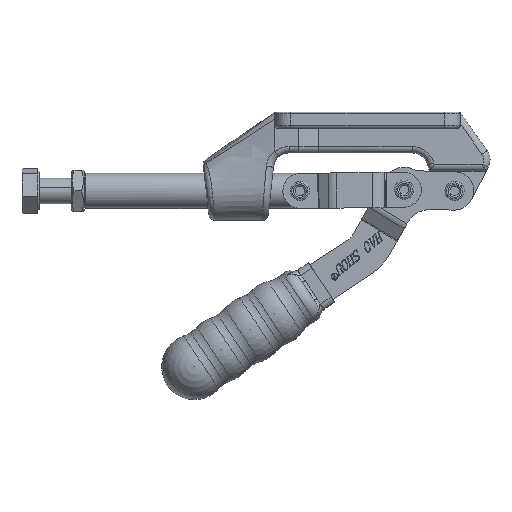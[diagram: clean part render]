
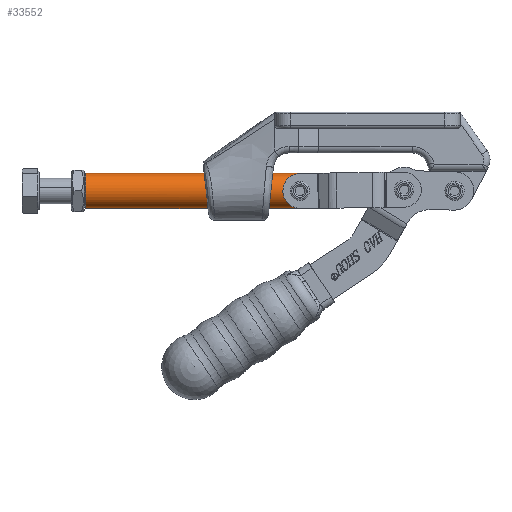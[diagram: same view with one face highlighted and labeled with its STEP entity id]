
A CAD part, left-side view. The second image highlights one B-rep face of the part: STEP entity #33552.
In plain terms, the highlighted cylindrical face has radius 5.5 mm (diameter 11 mm), a partial arc.
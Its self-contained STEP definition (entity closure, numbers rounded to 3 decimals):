
#73 = VERTEX_POINT ( 'NONE', #7401 ) ;
#86 = VERTEX_POINT ( 'NONE', #7413 ) ;
#162 = VERTEX_POINT ( 'NONE', #12517 ) ;
#177 = VERTEX_POINT ( 'NONE', #12532 ) ;
#190 = VERTEX_POINT ( 'NONE', #12545 ) ;
#207 = VERTEX_POINT ( 'NONE', #12562 ) ;
#4495 = EDGE_LOOP ( 'NONE', ( #11255, #11256 ) ) ;
#4527 = EDGE_LOOP ( 'NONE', ( #11251, #11252, #11253, #11254 ) ) ;
#6285 = EDGE_CURVE ( 'NONE', #177, #190, #19822, .T. ) ;
#6290 = EDGE_CURVE ( 'NONE', #73, #162, #17822, .T. ) ;
#6292 = EDGE_CURVE ( 'NONE', #86, #207, #17815, .T. ) ;
#6297 = EDGE_CURVE ( 'NONE', #162, #207, #17832, .T. ) ;
#6298 = EDGE_CURVE ( 'NONE', #73, #86, #17833, .T. ) ;
#6299 = EDGE_CURVE ( 'NONE', #190, #177, #19825, .T. ) ;
#7068 = AXIS2_PLACEMENT_3D ( 'NONE', #21641, #21642, #21643 ) ;
#7069 = AXIS2_PLACEMENT_3D ( 'NONE', #21646, #21647, #21648 ) ;
#7401 = CARTESIAN_POINT ( 'NONE',  ( 0., 72., 5.5 ) ) ;
#7413 = CARTESIAN_POINT ( 'NONE',  ( 0., 72., -5.5 ) ) ;
#11251 = ORIENTED_EDGE ( 'NONE', *, *, #6290, .F. ) ;
#11252 = ORIENTED_EDGE ( 'NONE', *, *, #6298, .T. ) ;
#11253 = ORIENTED_EDGE ( 'NONE', *, *, #6292, .T. ) ;
#11254 = ORIENTED_EDGE ( 'NONE', *, *, #6297, .F. ) ;
#11255 = ORIENTED_EDGE ( 'NONE', *, *, #6285, .F. ) ;
#11256 = ORIENTED_EDGE ( 'NONE', *, *, #6299, .F. ) ;
#12517 = CARTESIAN_POINT ( 'NONE',  ( 0., 0.5, 5.5 ) ) ;
#12532 = CARTESIAN_POINT ( 'NONE',  ( -4.949, 5., -2.4 ) ) ;
#12545 = CARTESIAN_POINT ( 'NONE',  ( -4.949, 5., 2.4 ) ) ;
#12562 = CARTESIAN_POINT ( 'NONE',  ( 0., 0.5, -5.5 ) ) ;
#17815 = LINE ( 'NONE', #21627, #17826 ) ;
#17822 = LINE ( 'NONE', #21625, #17823 ) ;
#17823 = VECTOR ( 'NONE', #21626, 1000. ) ;
#17826 = VECTOR ( 'NONE', #21596, 1000. ) ;
#17832 = CIRCLE ( 'NONE', #7068, 5.5 ) ;
#17833 = CIRCLE ( 'NONE', #7069, 5.5 ) ;
#19822 = B_SPLINE_CURVE_WITH_KNOTS ( 'NONE', 3,
 ( #21534, #21528, #21537, #21538, #21539, #21540, #21541, #21542, #21543, #21544, #21545, #21546, #21547, #21548, #21549, #21550, #21551, #21552, #21553, #21554, #21555, #21556, #21557, #21558, #21559, #21560, #21561, #21562, #21563, #21564 ),
 .UNSPECIFIED., .F., .F.,
 ( 4, 2, 2, 2, 2, 2, 2, 2, 2, 2, 2, 2, 2, 2, 4 ),
 ( 0., 0., 0.001, 0.001, 0.002, 0.003, 0.003, 0.004, 0.004, 0.005, 0.005, 0.006, 0.006, 0.007, 0.008 ),
 .UNSPECIFIED. ) ;
#19825 = B_SPLINE_CURVE_WITH_KNOTS ( 'NONE', 3,
 ( #21644, #21645, #21649, #21650, #21651, #21652, #21653, #21654, #21655, #21656, #21657, #21658, #21659, #21660, #21661, #21662, #21663, #21664, #21665, #21666, #21667, #21668, #21669, #21670, #21671, #21672, #21673, #21674 ),
 .UNSPECIFIED., .F., .F.,
 ( 4, 2, 2, 2, 2, 2, 2, 2, 2, 2, 2, 2, 2, 4 ),
 ( 0.008, 0.008, 0.009, 0.009, 0.01, 0.01, 0.011, 0.011, 0.012, 0.013, 0.013, 0.014, 0.015, 0.015 ),
 .UNSPECIFIED. ) ;
#21528 = CARTESIAN_POINT ( 'NONE',  ( -4.949, 4.839, -2.4 ) ) ;
#21534 = CARTESIAN_POINT ( 'NONE',  ( -4.949, 5., -2.4 ) ) ;
#21537 = CARTESIAN_POINT ( 'NONE',  ( -4.957, 4.682, -2.384 ) ) ;
#21538 = CARTESIAN_POINT ( 'NONE',  ( -4.986, 4.372, -2.322 ) ) ;
#21539 = CARTESIAN_POINT ( 'NONE',  ( -5.008, 4.219, -2.275 ) ) ;
#21540 = CARTESIAN_POINT ( 'NONE',  ( -5.061, 3.929, -2.154 ) ) ;
#21541 = CARTESIAN_POINT ( 'NONE',  ( -5.092, 3.792, -2.08 ) ) ;
#21542 = CARTESIAN_POINT ( 'NONE',  ( -5.16, 3.533, -1.906 ) ) ;
#21543 = CARTESIAN_POINT ( 'NONE',  ( -5.196, 3.412, -1.806 ) ) ;
#21544 = CARTESIAN_POINT ( 'NONE',  ( -5.302, 3.085, -1.479 ) ) ;
#21545 = CARTESIAN_POINT ( 'NONE',  ( -5.372, 2.906, -1.214 ) ) ;
#21546 = CARTESIAN_POINT ( 'NONE',  ( -5.446, 2.726, -0.782 ) ) ;
#21547 = CARTESIAN_POINT ( 'NONE',  ( -5.466, 2.678, -0.628 ) ) ;
#21548 = CARTESIAN_POINT ( 'NONE',  ( -5.493, 2.616, -0.318 ) ) ;
#21549 = CARTESIAN_POINT ( 'NONE',  ( -5.5, 2.6, -0.16 ) ) ;
#21550 = CARTESIAN_POINT ( 'NONE',  ( -5.5, 2.6, 0.158 ) ) ;
#21551 = CARTESIAN_POINT ( 'NONE',  ( -5.493, 2.616, 0.319 ) ) ;
#21552 = CARTESIAN_POINT ( 'NONE',  ( -5.466, 2.678, 0.629 ) ) ;
#21553 = CARTESIAN_POINT ( 'NONE',  ( -5.446, 2.725, 0.78 ) ) ;
#21554 = CARTESIAN_POINT ( 'NONE',  ( -5.396, 2.847, 1.072 ) ) ;
#21555 = CARTESIAN_POINT ( 'NONE',  ( -5.367, 2.921, 1.21 ) ) ;
#21556 = CARTESIAN_POINT ( 'NONE',  ( -5.302, 3.095, 1.468 ) ) ;
#21557 = CARTESIAN_POINT ( 'NONE',  ( -5.267, 3.195, 1.59 ) ) ;
#21558 = CARTESIAN_POINT ( 'NONE',  ( -5.195, 3.415, 1.808 ) ) ;
#21559 = CARTESIAN_POINT ( 'NONE',  ( -5.16, 3.534, 1.907 ) ) ;
#21560 = CARTESIAN_POINT ( 'NONE',  ( -5.092, 3.793, 2.08 ) ) ;
#21561 = CARTESIAN_POINT ( 'NONE',  ( -5.061, 3.932, 2.155 ) ) ;
#21562 = CARTESIAN_POINT ( 'NONE',  ( -4.981, 4.364, 2.335 ) ) ;
#21563 = CARTESIAN_POINT ( 'NONE',  ( -4.949, 4.683, 2.4 ) ) ;
#21564 = CARTESIAN_POINT ( 'NONE',  ( -4.949, 5., 2.4 ) ) ;
#21596 = DIRECTION ( 'NONE',  ( 0., -1., 0. ) ) ;
#21625 = CARTESIAN_POINT ( 'NONE',  ( 0., 0., 5.5 ) ) ;
#21626 = DIRECTION ( 'NONE',  ( 0., -1., 0. ) ) ;
#21627 = CARTESIAN_POINT ( 'NONE',  ( 0., 0., -5.5 ) ) ;
#21641 = CARTESIAN_POINT ( 'NONE',  ( 0., 0.5, 0. ) ) ;
#21642 = DIRECTION ( 'NONE',  ( 0., -1., 0. ) ) ;
#21643 = DIRECTION ( 'NONE',  ( 0., 0., -1. ) ) ;
#21644 = CARTESIAN_POINT ( 'NONE',  ( -4.949, 5., 2.4 ) ) ;
#21645 = CARTESIAN_POINT ( 'NONE',  ( -4.949, 5.158, 2.4 ) ) ;
#21646 = CARTESIAN_POINT ( 'NONE',  ( 0., 72., 0. ) ) ;
#21647 = DIRECTION ( 'NONE',  ( 0., -1., 0. ) ) ;
#21648 = DIRECTION ( 'NONE',  ( 0., 0., 1. ) ) ;
#21649 = CARTESIAN_POINT ( 'NONE',  ( -4.957, 5.319, 2.384 ) ) ;
#21650 = CARTESIAN_POINT ( 'NONE',  ( -4.986, 5.63, 2.321 ) ) ;
#21651 = CARTESIAN_POINT ( 'NONE',  ( -5.008, 5.78, 2.275 ) ) ;
#21652 = CARTESIAN_POINT ( 'NONE',  ( -5.088, 6.216, 2.093 ) ) ;
#21653 = CARTESIAN_POINT ( 'NONE',  ( -5.16, 6.477, 1.917 ) ) ;
#21654 = CARTESIAN_POINT ( 'NONE',  ( -5.267, 6.807, 1.587 ) ) ;
#21655 = CARTESIAN_POINT ( 'NONE',  ( -5.302, 6.906, 1.467 ) ) ;
#21656 = CARTESIAN_POINT ( 'NONE',  ( -5.367, 7.079, 1.21 ) ) ;
#21657 = CARTESIAN_POINT ( 'NONE',  ( -5.397, 7.154, 1.07 ) ) ;
#21658 = CARTESIAN_POINT ( 'NONE',  ( -5.446, 7.275, 0.78 ) ) ;
#21659 = CARTESIAN_POINT ( 'NONE',  ( -5.466, 7.321, 0.631 ) ) ;
#21660 = CARTESIAN_POINT ( 'NONE',  ( -5.493, 7.384, 0.32 ) ) ;
#21661 = CARTESIAN_POINT ( 'NONE',  ( -5.5, 7.4, 0.159 ) ) ;
#21662 = CARTESIAN_POINT ( 'NONE',  ( -5.5, 7.4, -0.316 ) ) ;
#21663 = CARTESIAN_POINT ( 'NONE',  ( -5.471, 7.336, -0.635 ) ) ;
#21664 = CARTESIAN_POINT ( 'NONE',  ( -5.397, 7.154, -1.07 ) ) ;
#21665 = CARTESIAN_POINT ( 'NONE',  ( -5.367, 7.079, -1.21 ) ) ;
#21666 = CARTESIAN_POINT ( 'NONE',  ( -5.302, 6.905, -1.468 ) ) ;
#21667 = CARTESIAN_POINT ( 'NONE',  ( -5.267, 6.807, -1.587 ) ) ;
#21668 = CARTESIAN_POINT ( 'NONE',  ( -5.16, 6.476, -1.918 ) ) ;
#21669 = CARTESIAN_POINT ( 'NONE',  ( -5.088, 6.216, -2.093 ) ) ;
#21670 = CARTESIAN_POINT ( 'NONE',  ( -5.008, 5.78, -2.275 ) ) ;
#21671 = CARTESIAN_POINT ( 'NONE',  ( -4.986, 5.63, -2.321 ) ) ;
#21672 = CARTESIAN_POINT ( 'NONE',  ( -4.957, 5.321, -2.384 ) ) ;
#21673 = CARTESIAN_POINT ( 'NONE',  ( -4.949, 5.161, -2.4 ) ) ;
#21674 = CARTESIAN_POINT ( 'NONE',  ( -4.949, 5., -2.4 ) ) ;
#23006 = FACE_OUTER_BOUND ( 'NONE', #4527, .T. ) ;
#23008 = FACE_BOUND ( 'NONE', #4495, .T. ) ;
#23013 = CYLINDRICAL_SURFACE ( 'NONE', #29537, 5.5 ) ;
#29537 = AXIS2_PLACEMENT_3D ( 'NONE', #30011, #30012, #30006 ) ;
#30006 = DIRECTION ( 'NONE',  ( 0., 0., -1. ) ) ;
#30011 = CARTESIAN_POINT ( 'NONE',  ( 0., 0., 0. ) ) ;
#30012 = DIRECTION ( 'NONE',  ( 0., -1., 0. ) ) ;
#33552 = ADVANCED_FACE ( 'NONE', ( #23006, #23008 ), #23013, .T. ) ;
